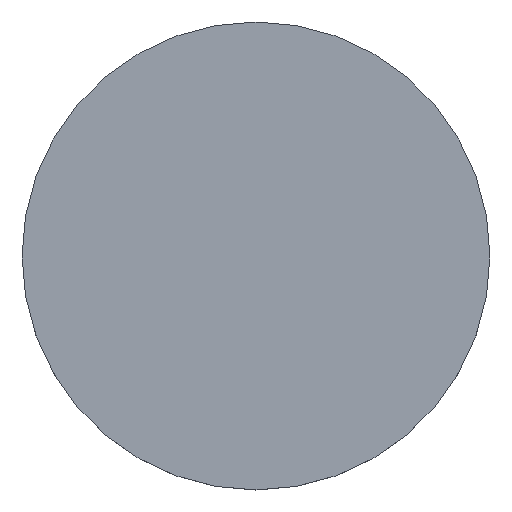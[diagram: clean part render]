
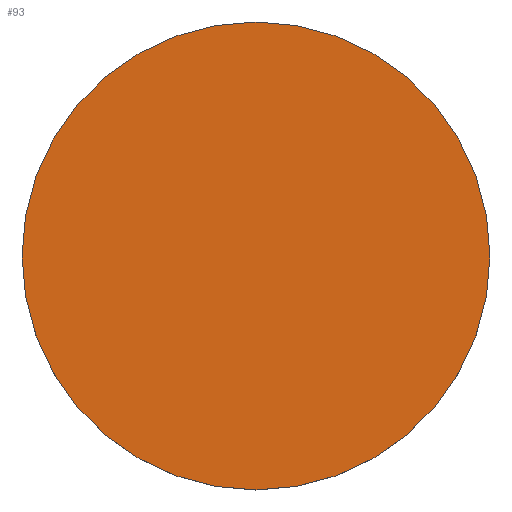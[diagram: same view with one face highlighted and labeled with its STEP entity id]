
A CAD part, top view. The second image highlights one B-rep face of the part: STEP entity #93.
In plain terms, the highlighted planar face has unit normal (0, 0, 1).
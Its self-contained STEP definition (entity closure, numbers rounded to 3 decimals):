
#9 = DIRECTION ( 'NONE',  ( 0., 0., 1. ) ) ;
#16 = CARTESIAN_POINT ( 'NONE',  ( 6.375, 0., 0.5 ) ) ;
#19 = VERTEX_POINT ( 'NONE', #83 ) ;
#27 = CARTESIAN_POINT ( 'NONE',  ( 0., 0., 0.5 ) ) ;
#41 = CIRCLE ( 'NONE', #46, 6.375 ) ;
#46 = AXIS2_PLACEMENT_3D ( 'NONE', #128, #138, #144 ) ;
#58 = EDGE_CURVE ( 'NONE', #19, #170, #41, .T. ) ;
#72 = DIRECTION ( 'NONE',  ( 1., 0., 0. ) ) ;
#83 = CARTESIAN_POINT ( 'NONE',  ( -6.375, 0., 0.5 ) ) ;
#88 = ORIENTED_EDGE ( 'NONE', *, *, #58, .T. ) ;
#93 = ADVANCED_FACE ( 'NONE', ( #126 ), #172, .T. ) ;
#96 = EDGE_LOOP ( 'NONE', ( #88, #152 ) ) ;
#104 = DIRECTION ( 'NONE',  ( 1., 0., 0. ) ) ;
#108 = CARTESIAN_POINT ( 'NONE',  ( 0., 0., 0.5 ) ) ;
#120 = AXIS2_PLACEMENT_3D ( 'NONE', #108, #151, #72 ) ;
#126 = FACE_OUTER_BOUND ( 'NONE', #96, .T. ) ;
#128 = CARTESIAN_POINT ( 'NONE',  ( 0., 0., 0.5 ) ) ;
#131 = AXIS2_PLACEMENT_3D ( 'NONE', #27, #9, #104 ) ;
#138 = DIRECTION ( 'NONE',  ( 0., 0., 1. ) ) ;
#144 = DIRECTION ( 'NONE',  ( 1., 0., 0. ) ) ;
#151 = DIRECTION ( 'NONE',  ( 0., 0., 1. ) ) ;
#152 = ORIENTED_EDGE ( 'NONE', *, *, #164, .T. ) ;
#164 = EDGE_CURVE ( 'NONE', #170, #19, #166, .T. ) ;
#166 = CIRCLE ( 'NONE', #120, 6.375 ) ;
#170 = VERTEX_POINT ( 'NONE', #16 ) ;
#172 = PLANE ( 'NONE',  #131 ) ;
